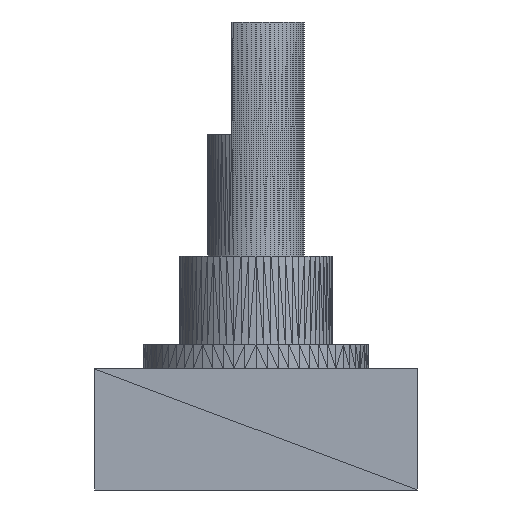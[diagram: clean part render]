
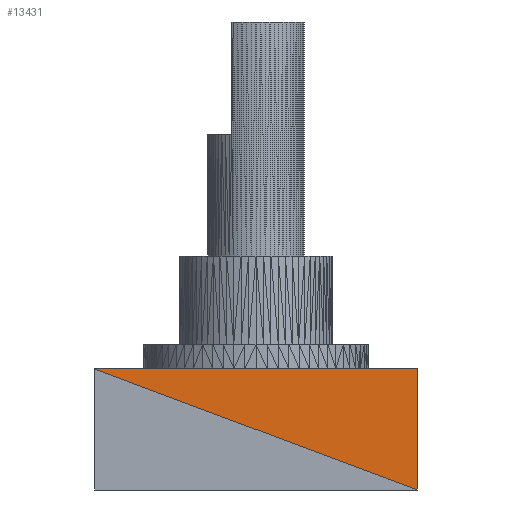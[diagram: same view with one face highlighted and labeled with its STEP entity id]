
A CAD part, front view. The second image highlights one B-rep face of the part: STEP entity #13431.
In plain terms, the highlighted planar face has unit normal (0, -1, 0).
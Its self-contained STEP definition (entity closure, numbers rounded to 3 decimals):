
#24 = VERTEX_POINT('',#25);
#25 = CARTESIAN_POINT('',(20.,0.,7.5));
#32 = PLANE('',#33);
#33 = AXIS2_PLACEMENT_3D('',#34,#35,#36);
#34 = CARTESIAN_POINT('',(20.,7.982,2.232));
#35 = DIRECTION('',(1.,0.,0.));
#36 = DIRECTION('',(0.,0.,1.));
#56 = EDGE_CURVE('',#24,#57,#59,.T.);
#57 = VERTEX_POINT('',#58);
#58 = CARTESIAN_POINT('',(20.,0.,0.));
#59 = SURFACE_CURVE('',#60,(#64,#71),.PCURVE_S1.);
#60 = LINE('',#61,#62);
#61 = CARTESIAN_POINT('',(20.,0.,7.5));
#62 = VECTOR('',#63,1.);
#63 = DIRECTION('',(0.,0.,-1.));
#64 = PCURVE('',#32,#65);
#65 = DEFINITIONAL_REPRESENTATION('',(#66),#70);
#66 = LINE('',#67,#68);
#67 = CARTESIAN_POINT('',(5.268,7.982));
#68 = VECTOR('',#69,1.);
#69 = DIRECTION('',(-1.,0.));
#70 = ( GEOMETRIC_REPRESENTATION_CONTEXT(2) 
PARAMETRIC_REPRESENTATION_CONTEXT() REPRESENTATION_CONTEXT('2D SPACE',''
  ) );
#71 = PCURVE('',#72,#77);
#72 = PLANE('',#73);
#73 = AXIS2_PLACEMENT_3D('',#74,#75,#76);
#74 = CARTESIAN_POINT('',(11.535,0.,5.285));
#75 = DIRECTION('',(-0.,-1.,-0.));
#76 = DIRECTION('',(0.,0.,-1.));
#77 = DEFINITIONAL_REPRESENTATION('',(#78),#82);
#78 = LINE('',#79,#80);
#79 = CARTESIAN_POINT('',(-2.215,8.465));
#80 = VECTOR('',#81,1.);
#81 = DIRECTION('',(1.,0.));
#82 = ( GEOMETRIC_REPRESENTATION_CONTEXT(2) 
PARAMETRIC_REPRESENTATION_CONTEXT() REPRESENTATION_CONTEXT('2D SPACE',''
  ) );
#264 = VERTEX_POINT('',#265);
#265 = CARTESIAN_POINT('',(0.,0.,7.5));
#306 = PLANE('',#307);
#307 = AXIS2_PLACEMENT_3D('',#308,#309,#310);
#308 = CARTESIAN_POINT('',(8.465,0.,2.215));
#309 = DIRECTION('',(-0.,-1.,-0.));
#310 = DIRECTION('',(0.,0.,-1.));
#6535 = PLANE('',#6536);
#6536 = AXIS2_PLACEMENT_3D('',#6537,#6538,#6539);
#6537 = CARTESIAN_POINT('',(10.,0.634,7.5));
#6538 = DIRECTION('',(0.,0.,1.));
#6539 = DIRECTION('',(1.,0.,-0.));
#6622 = EDGE_CURVE('',#264,#24,#6623,.T.);
#6623 = SURFACE_CURVE('',#6624,(#6628,#6635),.PCURVE_S1.);
#6624 = LINE('',#6625,#6626);
#6625 = CARTESIAN_POINT('',(0.,0.,7.5));
#6626 = VECTOR('',#6627,1.);
#6627 = DIRECTION('',(1.,0.,0.));
#6628 = PCURVE('',#6535,#6629);
#6629 = DEFINITIONAL_REPRESENTATION('',(#6630),#6634);
#6630 = LINE('',#6631,#6632);
#6631 = CARTESIAN_POINT('',(-10.,-0.634));
#6632 = VECTOR('',#6633,1.);
#6633 = DIRECTION('',(1.,0.));
#6634 = ( GEOMETRIC_REPRESENTATION_CONTEXT(2) 
PARAMETRIC_REPRESENTATION_CONTEXT() REPRESENTATION_CONTEXT('2D SPACE',''
  ) );
#6635 = PCURVE('',#72,#6636);
#6636 = DEFINITIONAL_REPRESENTATION('',(#6637),#6641);
#6637 = LINE('',#6638,#6639);
#6638 = CARTESIAN_POINT('',(-2.215,-11.535));
#6639 = VECTOR('',#6640,1.);
#6640 = DIRECTION('',(0.,1.));
#6641 = ( GEOMETRIC_REPRESENTATION_CONTEXT(2) 
PARAMETRIC_REPRESENTATION_CONTEXT() REPRESENTATION_CONTEXT('2D SPACE',''
  ) );
#13410 = EDGE_CURVE('',#57,#264,#13411,.T.);
#13411 = SURFACE_CURVE('',#13412,(#13416,#13423),.PCURVE_S1.);
#13412 = LINE('',#13413,#13414);
#13413 = CARTESIAN_POINT('',(20.,0.,0.));
#13414 = VECTOR('',#13415,1.);
#13415 = DIRECTION('',(-0.936,0.,0.351));
#13416 = PCURVE('',#306,#13417);
#13417 = DEFINITIONAL_REPRESENTATION('',(#13418),#13422);
#13418 = LINE('',#13419,#13420);
#13419 = CARTESIAN_POINT('',(2.215,11.535));
#13420 = VECTOR('',#13421,1.);
#13421 = DIRECTION('',(-0.351,-0.936));
#13422 = ( GEOMETRIC_REPRESENTATION_CONTEXT(2) 
PARAMETRIC_REPRESENTATION_CONTEXT() REPRESENTATION_CONTEXT('2D SPACE',''
  ) );
#13423 = PCURVE('',#72,#13424);
#13424 = DEFINITIONAL_REPRESENTATION('',(#13425),#13429);
#13425 = LINE('',#13426,#13427);
#13426 = CARTESIAN_POINT('',(5.285,8.465));
#13427 = VECTOR('',#13428,1.);
#13428 = DIRECTION('',(-0.351,-0.936));
#13429 = ( GEOMETRIC_REPRESENTATION_CONTEXT(2) 
PARAMETRIC_REPRESENTATION_CONTEXT() REPRESENTATION_CONTEXT('2D SPACE',''
  ) );
#13431 = ADVANCED_FACE('',(#13432),#72,.T.);
#13432 = FACE_BOUND('',#13433,.T.);
#13433 = EDGE_LOOP('',(#13434,#13435,#13436));
#13434 = ORIENTED_EDGE('',*,*,#56,.F.);
#13435 = ORIENTED_EDGE('',*,*,#6622,.F.);
#13436 = ORIENTED_EDGE('',*,*,#13410,.F.);
